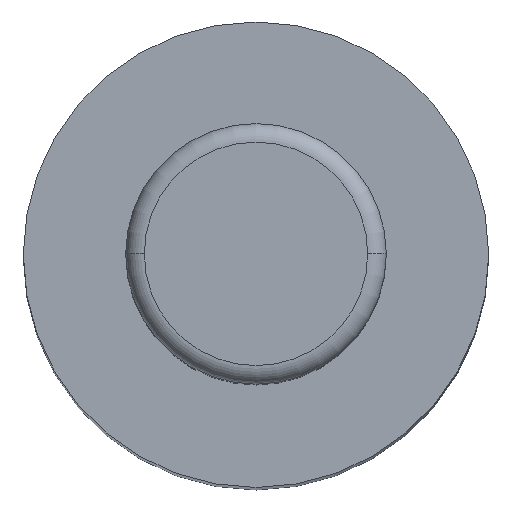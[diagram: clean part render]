
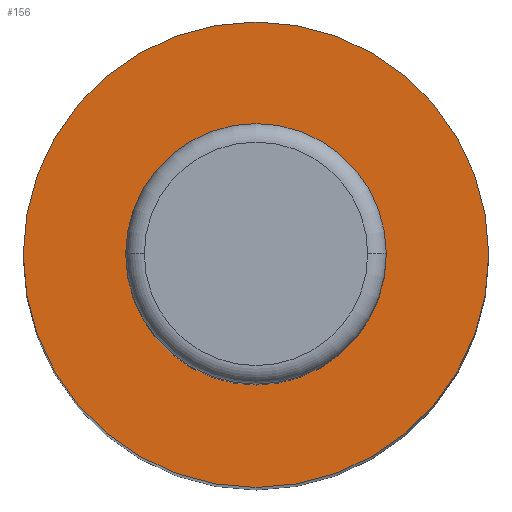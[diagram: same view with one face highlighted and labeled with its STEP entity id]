
A CAD part, top view. The second image highlights one B-rep face of the part: STEP entity #156.
In plain terms, the highlighted planar face has unit normal (0, 0, 1).
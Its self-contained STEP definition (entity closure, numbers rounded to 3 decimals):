
#45 = CARTESIAN_POINT ( 'NONE',  ( 12.5, 0., 78. ) ) ;
#52 = CARTESIAN_POINT ( 'NONE',  ( 0., 0., 78. ) ) ;
#61 = AXIS2_PLACEMENT_3D ( 'NONE', #52, #522, #120 ) ;
#85 = EDGE_LOOP ( 'NONE', ( #150, #434 ) ) ;
#108 = AXIS2_PLACEMENT_3D ( 'NONE', #666, #256, #738 ) ;
#116 = VERTEX_POINT ( 'NONE', #763 ) ;
#120 = DIRECTION ( 'NONE',  ( -1., 0., 0. ) ) ;
#133 = ORIENTED_EDGE ( 'NONE', *, *, #386, .F. ) ;
#143 = CARTESIAN_POINT ( 'NONE',  ( -7., 0., 78. ) ) ;
#150 = ORIENTED_EDGE ( 'NONE', *, *, #481, .T. ) ;
#156 = ADVANCED_FACE ( 'NONE', ( #387, #215 ), #694, .T. ) ;
#184 = CIRCLE ( 'NONE', #61, 7. ) ;
#200 = VERTEX_POINT ( 'NONE', #216 ) ;
#215 = FACE_OUTER_BOUND ( 'NONE', #780, .T. ) ;
#216 = CARTESIAN_POINT ( 'NONE',  ( -7., 0., 78. ) ) ;
#243 = CARTESIAN_POINT ( 'NONE',  ( -12.5, 0., 78. ) ) ;
#256 = DIRECTION ( 'NONE',  ( 0., 0., -1. ) ) ;
#315 = DIRECTION ( 'NONE',  ( 0., 0., -1. ) ) ;
#338 = EDGE_CURVE ( 'NONE', #116, #200, #413, .T. ) ;
#359 = DIRECTION ( 'NONE',  ( 0., 0., 1. ) ) ;
#373 = CIRCLE ( 'NONE', #579, 12.5 ) ;
#379 = DIRECTION ( 'NONE',  ( 0., 0., -1. ) ) ;
#386 = EDGE_CURVE ( 'NONE', #415, #883, #373, .T. ) ;
#387 = FACE_BOUND ( 'NONE', #85, .T. ) ;
#401 = AXIS2_PLACEMENT_3D ( 'NONE', #789, #379, #863 ) ;
#413 = CIRCLE ( 'NONE', #401, 7. ) ;
#415 = VERTEX_POINT ( 'NONE', #243 ) ;
#434 = ORIENTED_EDGE ( 'NONE', *, *, #338, .T. ) ;
#481 = EDGE_CURVE ( 'NONE', #200, #116, #184, .T. ) ;
#483 = EDGE_CURVE ( 'NONE', #883, #415, #499, .T. ) ;
#496 = AXIS2_PLACEMENT_3D ( 'NONE', #143, #359, #841 ) ;
#499 = CIRCLE ( 'NONE', #108, 12.5 ) ;
#522 = DIRECTION ( 'NONE',  ( 0., 0., -1. ) ) ;
#554 = ORIENTED_EDGE ( 'NONE', *, *, #483, .F. ) ;
#579 = AXIS2_PLACEMENT_3D ( 'NONE', #725, #315, #793 ) ;
#666 = CARTESIAN_POINT ( 'NONE',  ( 0., 0., 78. ) ) ;
#694 = PLANE ( 'NONE',  #496 ) ;
#725 = CARTESIAN_POINT ( 'NONE',  ( 0., 0., 78. ) ) ;
#738 = DIRECTION ( 'NONE',  ( -1., 0., 0. ) ) ;
#763 = CARTESIAN_POINT ( 'NONE',  ( 7., 0., 78. ) ) ;
#780 = EDGE_LOOP ( 'NONE', ( #133, #554 ) ) ;
#789 = CARTESIAN_POINT ( 'NONE',  ( 0., 0., 78. ) ) ;
#793 = DIRECTION ( 'NONE',  ( -1., 0., 0. ) ) ;
#841 = DIRECTION ( 'NONE',  ( 1., 0., 0. ) ) ;
#863 = DIRECTION ( 'NONE',  ( -1., 0., 0. ) ) ;
#883 = VERTEX_POINT ( 'NONE', #45 ) ;
